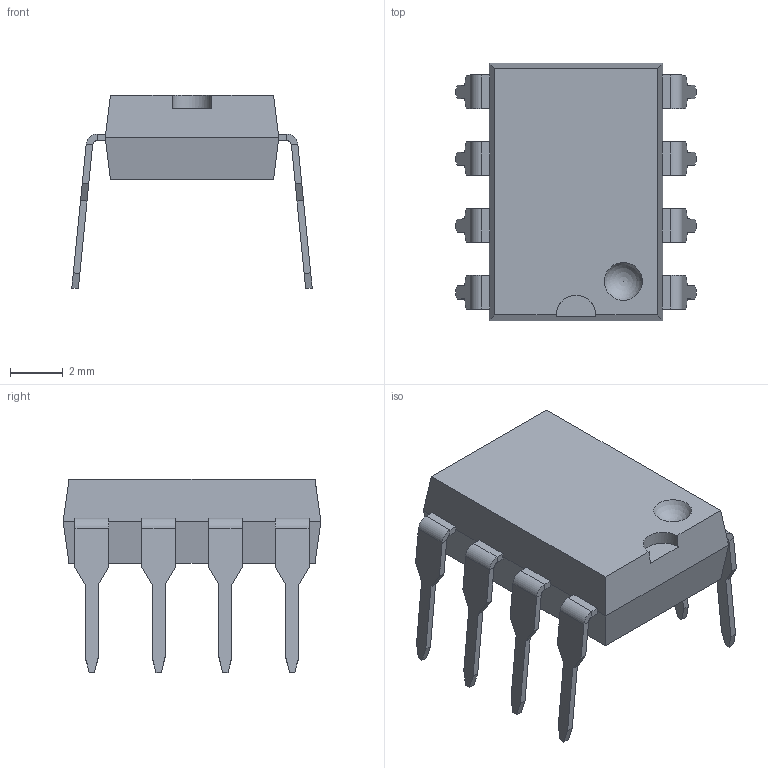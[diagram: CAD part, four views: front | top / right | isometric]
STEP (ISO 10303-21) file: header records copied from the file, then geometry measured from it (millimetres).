
FILE_DESCRIPTION(('FreeCAD Model'),'2;1');
FILE_NAME('DIP-8 N.step','2021-07-02T18:57:37',( ''),(''),'Open CASCADE STEP processor 7.3','FreeCAD','Unknown');
FILE_SCHEMA(('AUTOMOTIVE_DESIGN { 1 0 10303 214 1 1 1 1 }'));
Length unit declared in the file: millimetre
Products named in the file (1): 8_Pin_DIP
Bounding box: 9.14 x 9.8 x 7.35 mm (x, y, z)
Volume: 205.3 mm3; surface area: 324.3 mm2
Topology: 1 solids, 1 shells, 165 faces, 421 edges, 258 vertices
Faces by surface type: plane 139, cylinder 17, bspline 8, sphere 1
Entity records: 11464 total; most frequent: CARTESIAN_POINT 2630, DIRECTION 1166, ORIENTED_EDGE 840, PCURVE 840, DEFINITIONAL_REPRESENTATION 840, LINE 759, VECTOR 759, B_SPLINE_CURVE_WITH_KNOTS 430
